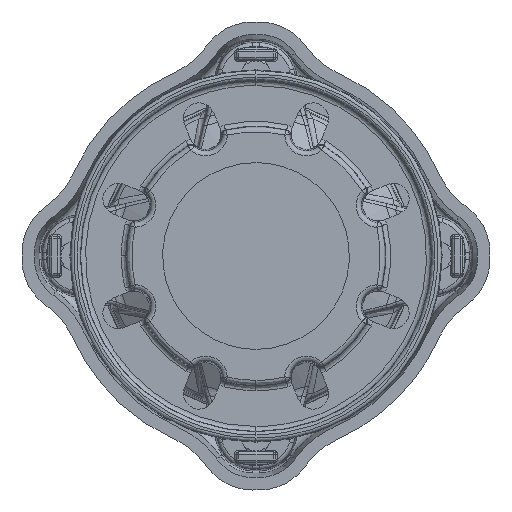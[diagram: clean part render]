
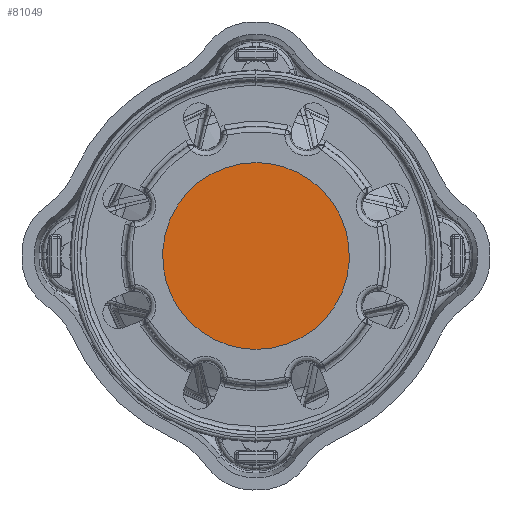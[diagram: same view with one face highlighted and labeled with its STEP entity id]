
A CAD part, left-side view. The second image highlights one B-rep face of the part: STEP entity #81049.
In plain terms, the highlighted planar face has unit normal (-1, 0, 0).
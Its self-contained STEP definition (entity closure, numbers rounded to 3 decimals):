
#17586 = CARTESIAN_POINT ( 'NONE',  ( 2.672, 18.599, -54.775 ) ) ;
#20220 = CARTESIAN_POINT ( 'NONE',  ( 2.672, -14.967, -55.877 ) ) ;
#20384 = CARTESIAN_POINT ( 'NONE',  ( 2.672, 14.967, -55.877 ) ) ;
#21143 = CARTESIAN_POINT ( 'NONE',  ( 2.672, -54.775, -18.599 ) ) ;
#22080 = CARTESIAN_POINT ( 'NONE',  ( 2.672, -18.599, -54.775 ) ) ;
#38489 = CARTESIAN_POINT ( 'NONE',  ( 2.672, 57.723, 3.778 ) ) ;
#39442 = CARTESIAN_POINT ( 'NONE',  ( 2.672, 55.877, -14.967 ) ) ;
#40388 = CARTESIAN_POINT ( 'NONE',  ( 2.672, 28.928, -50.094 ) ) ;
#40587 = AXIS2_PLACEMENT_3D ( 'NONE', #76031, #171059, #277559 ) ;
#41169 = CARTESIAN_POINT ( 'NONE',  ( 2.672, 0., -57.723 ) ) ;
#42107 = CARTESIAN_POINT ( 'NONE',  ( 2.672, -57.351, 7.556 ) ) ;
#43977 = CARTESIAN_POINT ( 'NONE',  ( 2.672, -43.488, -38.145 ) ) ;
#45815 = CARTESIAN_POINT ( 'NONE',  ( 2.672, 0., -57.723 ) ) ;
#50100 = VERTEX_POINT ( 'NONE', #45815 ) ;
#53240 = PLANE ( 'NONE',  #40587 ) ;
#59427 = CARTESIAN_POINT ( 'NONE',  ( 2.672, 45.896, -35.21 ) ) ;
#60364 = CARTESIAN_POINT ( 'NONE',  ( 2.672, 28.928, 50.094 ) ) ;
#61312 = CARTESIAN_POINT ( 'NONE',  ( 2.672, 3.778, 57.723 ) ) ;
#63948 = CARTESIAN_POINT ( 'NONE',  ( 2.672, -28.928, -50.094 ) ) ;
#67766 = CARTESIAN_POINT ( 'NONE',  ( 2.672, -25.58, 51.883 ) ) ;
#70894 = CARTESIAN_POINT ( 'NONE',  ( 2.672, -35.21, 45.896 ) ) ;
#75009 = B_SPLINE_CURVE_WITH_KNOTS ( 'NONE', 3,
 ( #150723, #128806, #280036, #20384, #17586, #234511, #40388, #169752, #280971, #213563, #59427, #104094, #105980, #279087, #39442, #256319, #148825, #38489, #192605, #258182, #125964, #81281, #83186, #190727, #212633, #257261, #85023, #60364, #127860, #191665, #255372, #278152, #61312, #259129 ),
 .UNSPECIFIED., .F., .F.,
 ( 4, 2, 2, 2, 2, 2, 2, 2, 2, 2, 2, 2, 2, 2, 2, 2, 4 ),
 ( 0., 0.063, 0.125, 0.188, 0.25, 0.313, 0.375, 0.438, 0.5, 0.563, 0.625, 0.688, 0.75, 0.813, 0.875, 0.938, 1. ),
 .UNSPECIFIED. ) ;
#76031 = CARTESIAN_POINT ( 'NONE',  ( 2.672, -58.416, -58.416 ) ) ;
#81049 = ADVANCED_FACE ( 'NONE', ( #250659 ), #53240, .T. ) ;
#81281 = CARTESIAN_POINT ( 'NONE',  ( 2.672, 51.883, 25.58 ) ) ;
#83186 = CARTESIAN_POINT ( 'NONE',  ( 2.672, 50.094, 28.928 ) ) ;
#85023 = CARTESIAN_POINT ( 'NONE',  ( 2.672, 35.21, 45.896 ) ) ;
#86768 = CARTESIAN_POINT ( 'NONE',  ( 2.672, -57.723, -3.778 ) ) ;
#88627 = CARTESIAN_POINT ( 'NONE',  ( 2.672, -50.094, -28.928 ) ) ;
#92727 = ORIENTED_EDGE ( 'NONE', *, *, #203158, .F. ) ;
#104094 = CARTESIAN_POINT ( 'NONE',  ( 2.672, 50.094, -28.928 ) ) ;
#105980 = CARTESIAN_POINT ( 'NONE',  ( 2.672, 51.883, -25.58 ) ) ;
#109572 = CARTESIAN_POINT ( 'NONE',  ( 2.672, -38.145, 43.488 ) ) ;
#112985 = CARTESIAN_POINT ( 'NONE',  ( 2.672, -14.967, 55.877 ) ) ;
#125964 = CARTESIAN_POINT ( 'NONE',  ( 2.672, 54.775, 18.599 ) ) ;
#127860 = CARTESIAN_POINT ( 'NONE',  ( 2.672, 25.58, 51.883 ) ) ;
#128806 = CARTESIAN_POINT ( 'NONE',  ( 2.672, 3.778, -57.723 ) ) ;
#131458 = CARTESIAN_POINT ( 'NONE',  ( 2.672, -45.896, -35.21 ) ) ;
#148825 = CARTESIAN_POINT ( 'NONE',  ( 2.672, 57.723, -3.778 ) ) ;
#150547 = CARTESIAN_POINT ( 'NONE',  ( 2.672, -7.556, -57.351 ) ) ;
#150723 = CARTESIAN_POINT ( 'NONE',  ( 2.672, 0., -57.723 ) ) ;
#151482 = CARTESIAN_POINT ( 'NONE',  ( 2.672, -57.723, 3.778 ) ) ;
#169752 = CARTESIAN_POINT ( 'NONE',  ( 2.672, 35.21, -45.896 ) ) ;
#171059 = DIRECTION ( 'NONE',  ( -1., 0., 0. ) ) ;
#171406 = B_SPLINE_CURVE_WITH_KNOTS ( 'NONE', 3,
 ( #215638, #237508, #238447, #112985, #262807, #67766, #200336, #70894, #109572, #174315, #240885, #215295, #193381, #197124, #261796, #42107, #151482, #86768, #258019, #239018, #21143, #172440, #88627, #131458, #43977, #259916, #237163, #63948, #173377, #22080, #20220, #150547, #196202, #41169 ),
 .UNSPECIFIED., .F., .F.,
 ( 4, 2, 2, 2, 2, 2, 2, 2, 2, 2, 2, 2, 2, 2, 2, 2, 4 ),
 ( 0., 0.063, 0.125, 0.188, 0.25, 0.313, 0.375, 0.437, 0.5, 0.562, 0.625, 0.688, 0.75, 0.813, 0.875, 0.938, 1. ),
 .UNSPECIFIED. ) ;
#172440 = CARTESIAN_POINT ( 'NONE',  ( 2.672, -51.883, -25.58 ) ) ;
#173377 = CARTESIAN_POINT ( 'NONE',  ( 2.672, -25.58, -51.883 ) ) ;
#174315 = CARTESIAN_POINT ( 'NONE',  ( 2.672, -43.488, 38.145 ) ) ;
#179656 = EDGE_LOOP ( 'NONE', ( #92727, #236000 ) ) ;
#190727 = CARTESIAN_POINT ( 'NONE',  ( 2.672, 45.896, 35.21 ) ) ;
#191665 = CARTESIAN_POINT ( 'NONE',  ( 2.672, 18.599, 54.775 ) ) ;
#192605 = CARTESIAN_POINT ( 'NONE',  ( 2.672, 57.351, 7.556 ) ) ;
#193381 = CARTESIAN_POINT ( 'NONE',  ( 2.672, -51.883, 25.58 ) ) ;
#196202 = CARTESIAN_POINT ( 'NONE',  ( 2.672, -3.778, -57.723 ) ) ;
#197124 = CARTESIAN_POINT ( 'NONE',  ( 2.672, -54.775, 18.599 ) ) ;
#200336 = CARTESIAN_POINT ( 'NONE',  ( 2.672, -28.928, 50.094 ) ) ;
#203158 = EDGE_CURVE ( 'NONE', #225780, #50100, #171406, .T. ) ;
#212633 = CARTESIAN_POINT ( 'NONE',  ( 2.672, 43.488, 38.145 ) ) ;
#213563 = CARTESIAN_POINT ( 'NONE',  ( 2.672, 43.488, -38.145 ) ) ;
#215295 = CARTESIAN_POINT ( 'NONE',  ( 2.672, -50.094, 28.928 ) ) ;
#215638 = CARTESIAN_POINT ( 'NONE',  ( 2.672, 0., 57.723 ) ) ;
#225780 = VERTEX_POINT ( 'NONE', #238636 ) ;
#234511 = CARTESIAN_POINT ( 'NONE',  ( 2.672, 25.58, -51.883 ) ) ;
#236000 = ORIENTED_EDGE ( 'NONE', *, *, #269754, .F. ) ;
#237163 = CARTESIAN_POINT ( 'NONE',  ( 2.672, -35.21, -45.896 ) ) ;
#237508 = CARTESIAN_POINT ( 'NONE',  ( 2.672, -3.778, 57.723 ) ) ;
#238447 = CARTESIAN_POINT ( 'NONE',  ( 2.672, -7.556, 57.351 ) ) ;
#238636 = CARTESIAN_POINT ( 'NONE',  ( 2.672, 0., 57.723 ) ) ;
#239018 = CARTESIAN_POINT ( 'NONE',  ( 2.672, -55.877, -14.967 ) ) ;
#240885 = CARTESIAN_POINT ( 'NONE',  ( 2.672, -45.896, 35.21 ) ) ;
#250659 = FACE_OUTER_BOUND ( 'NONE', #179656, .T. ) ;
#255372 = CARTESIAN_POINT ( 'NONE',  ( 2.672, 14.967, 55.877 ) ) ;
#256319 = CARTESIAN_POINT ( 'NONE',  ( 2.672, 57.351, -7.556 ) ) ;
#257261 = CARTESIAN_POINT ( 'NONE',  ( 2.672, 38.145, 43.488 ) ) ;
#258019 = CARTESIAN_POINT ( 'NONE',  ( 2.672, -57.351, -7.556 ) ) ;
#258182 = CARTESIAN_POINT ( 'NONE',  ( 2.672, 55.877, 14.967 ) ) ;
#259129 = CARTESIAN_POINT ( 'NONE',  ( 2.672, 0., 57.723 ) ) ;
#259916 = CARTESIAN_POINT ( 'NONE',  ( 2.672, -38.145, -43.488 ) ) ;
#261796 = CARTESIAN_POINT ( 'NONE',  ( 2.672, -55.877, 14.967 ) ) ;
#262807 = CARTESIAN_POINT ( 'NONE',  ( 2.672, -18.599, 54.775 ) ) ;
#269754 = EDGE_CURVE ( 'NONE', #50100, #225780, #75009, .T. ) ;
#277559 = DIRECTION ( 'NONE',  ( 0., 0., 1. ) ) ;
#278152 = CARTESIAN_POINT ( 'NONE',  ( 2.672, 7.556, 57.351 ) ) ;
#279087 = CARTESIAN_POINT ( 'NONE',  ( 2.672, 54.775, -18.599 ) ) ;
#280036 = CARTESIAN_POINT ( 'NONE',  ( 2.672, 7.556, -57.351 ) ) ;
#280971 = CARTESIAN_POINT ( 'NONE',  ( 2.672, 38.145, -43.488 ) ) ;
